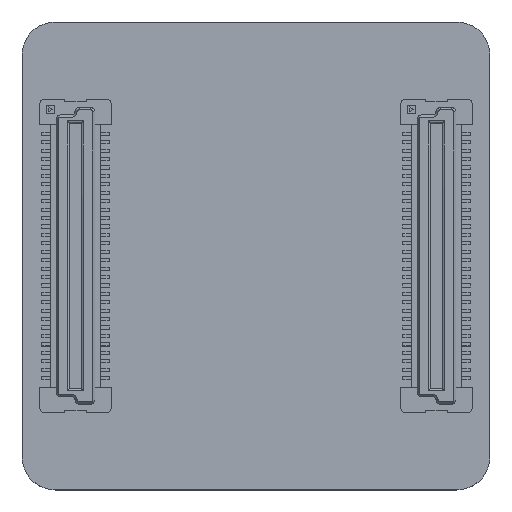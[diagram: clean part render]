
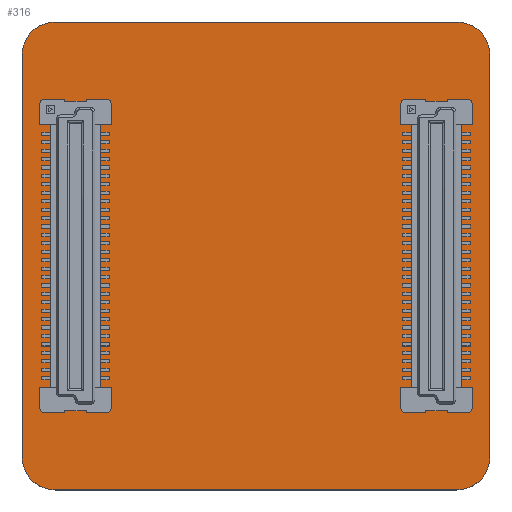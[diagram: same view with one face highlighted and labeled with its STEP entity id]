
A CAD part, top view. The second image highlights one B-rep face of the part: STEP entity #316.
In plain terms, the highlighted planar face has unit normal (0, 0, 1).
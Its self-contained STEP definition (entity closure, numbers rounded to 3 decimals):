
#51 = VERTEX_POINT('',#52);
#52 = CARTESIAN_POINT('',(25.4,28.575,1.646));
#58 = EDGE_CURVE('',#51,#59,#61,.T.);
#59 = VERTEX_POINT('',#60);
#60 = CARTESIAN_POINT('',(25.4,66.675,1.646));
#61 = LINE('',#62,#63);
#62 = CARTESIAN_POINT('',(25.4,28.575,1.646));
#63 = VECTOR('',#64,1.);
#64 = DIRECTION('',(0.,1.,0.));
#89 = EDGE_CURVE('',#59,#90,#92,.T.);
#90 = VERTEX_POINT('',#91);
#91 = CARTESIAN_POINT('',(28.575,69.85,1.646));
#92 = CIRCLE('',#93,3.175);
#93 = AXIS2_PLACEMENT_3D('',#94,#95,#96);
#94 = CARTESIAN_POINT('',(28.575,66.675,1.646));
#95 = DIRECTION('',(0.,0.,-1.));
#96 = DIRECTION('',(-1.,0.,0.));
#122 = EDGE_CURVE('',#90,#123,#125,.T.);
#123 = VERTEX_POINT('',#124);
#124 = CARTESIAN_POINT('',(66.675,69.85,1.646));
#125 = LINE('',#126,#127);
#126 = CARTESIAN_POINT('',(28.575,69.85,1.646));
#127 = VECTOR('',#128,1.);
#128 = DIRECTION('',(1.,0.,0.));
#153 = EDGE_CURVE('',#123,#154,#156,.T.);
#154 = VERTEX_POINT('',#155);
#155 = CARTESIAN_POINT('',(69.85,66.675,1.646));
#156 = CIRCLE('',#157,3.175);
#157 = AXIS2_PLACEMENT_3D('',#158,#159,#160);
#158 = CARTESIAN_POINT('',(66.675,66.675,1.646));
#159 = DIRECTION('',(0.,0.,-1.));
#160 = DIRECTION('',(0.,1.,0.));
#186 = EDGE_CURVE('',#154,#187,#189,.T.);
#187 = VERTEX_POINT('',#188);
#188 = CARTESIAN_POINT('',(69.85,28.575,1.646));
#189 = LINE('',#190,#191);
#190 = CARTESIAN_POINT('',(69.85,66.675,1.646));
#191 = VECTOR('',#192,1.);
#192 = DIRECTION('',(0.,-1.,0.));
#217 = EDGE_CURVE('',#187,#218,#220,.T.);
#218 = VERTEX_POINT('',#219);
#219 = CARTESIAN_POINT('',(66.675,25.4,1.646));
#220 = CIRCLE('',#221,3.175);
#221 = AXIS2_PLACEMENT_3D('',#222,#223,#224);
#222 = CARTESIAN_POINT('',(66.675,28.575,1.646));
#223 = DIRECTION('',(0.,0.,-1.));
#224 = DIRECTION('',(1.,0.,0.));
#250 = EDGE_CURVE('',#218,#251,#253,.T.);
#251 = VERTEX_POINT('',#252);
#252 = CARTESIAN_POINT('',(28.575,25.4,1.646));
#253 = LINE('',#254,#255);
#254 = CARTESIAN_POINT('',(66.675,25.4,1.646));
#255 = VECTOR('',#256,1.);
#256 = DIRECTION('',(-1.,0.,0.));
#281 = EDGE_CURVE('',#251,#51,#282,.T.);
#282 = CIRCLE('',#283,3.175);
#283 = AXIS2_PLACEMENT_3D('',#284,#285,#286);
#284 = CARTESIAN_POINT('',(28.575,28.575,1.646));
#285 = DIRECTION('',(0.,0.,-1.));
#286 = DIRECTION('',(0.,-1.,0.));
#316 = ADVANCED_FACE('',(#317),#327,.T.);
#317 = FACE_BOUND('',#318,.F.);
#318 = EDGE_LOOP('',(#319,#320,#321,#322,#323,#324,#325,#326));
#319 = ORIENTED_EDGE('',*,*,#58,.T.);
#320 = ORIENTED_EDGE('',*,*,#89,.T.);
#321 = ORIENTED_EDGE('',*,*,#122,.T.);
#322 = ORIENTED_EDGE('',*,*,#153,.T.);
#323 = ORIENTED_EDGE('',*,*,#186,.T.);
#324 = ORIENTED_EDGE('',*,*,#217,.T.);
#325 = ORIENTED_EDGE('',*,*,#250,.T.);
#326 = ORIENTED_EDGE('',*,*,#281,.T.);
#327 = PLANE('',#328);
#328 = AXIS2_PLACEMENT_3D('',#329,#330,#331);
#329 = CARTESIAN_POINT('',(25.4,28.575,1.646));
#330 = DIRECTION('',(0.,0.,1.));
#331 = DIRECTION('',(1.,0.,0.));
